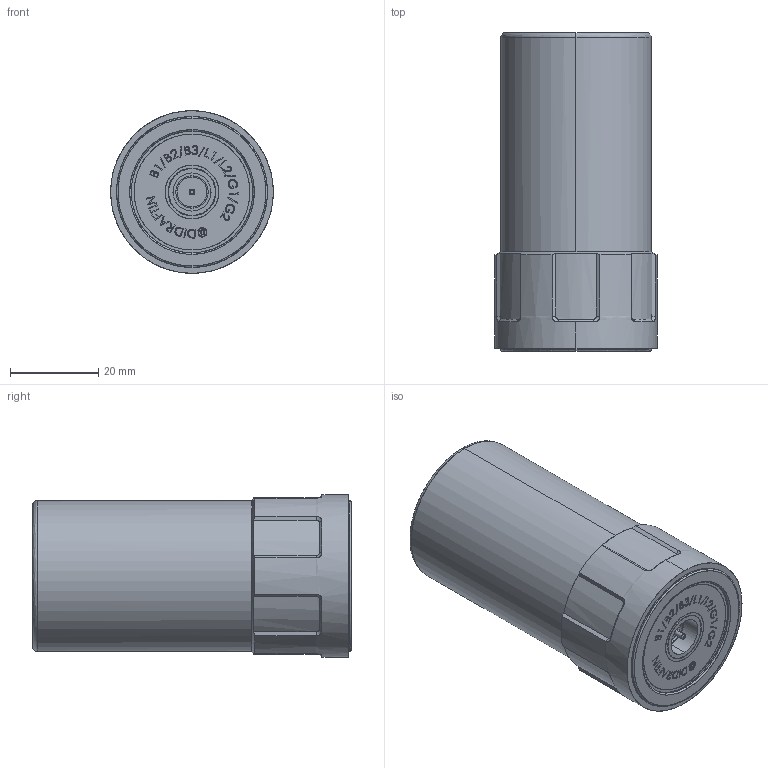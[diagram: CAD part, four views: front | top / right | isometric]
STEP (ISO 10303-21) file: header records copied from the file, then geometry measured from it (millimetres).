
FILE_DESCRIPTION(('FreeCAD Model'),'2;1');
FILE_NAME('Open CASCADE Shape Model','2025-04-25T11:39:15',('FreeCAD'),( 'FreeCAD'),'Open CASCADE STEP processor 7.6','FreeCAD','Unknown');
FILE_SCHEMA(('AUTOMOTIVE_DESIGN { 1 0 10303 214 1 1 1 1 }'));
Products named in the file (1): Open CASCADE STEP translator 7.6 1
Bounding box: 36.76 x 72.07 x 36.76 mm (x, y, z)
Surface area: 12246.6 mm2 (no closed solid volume)
Topology: 0 solids, 475 shells, 475 faces, 4970 edges, 4970 vertices
Faces by surface type: bspline 475
Entity records: 52262 total; most frequent: CARTESIAN_POINT 29659, ORIENTED_EDGE 4970, EDGE_CURVE 4970, VERTEX_POINT 4970, B_SPLINE_CURVE_WITH_KNOTS 4824, FACE_BOUND 508, EDGE_LOOP 508, SHELL_BASED_SURFACE_MODEL 475
